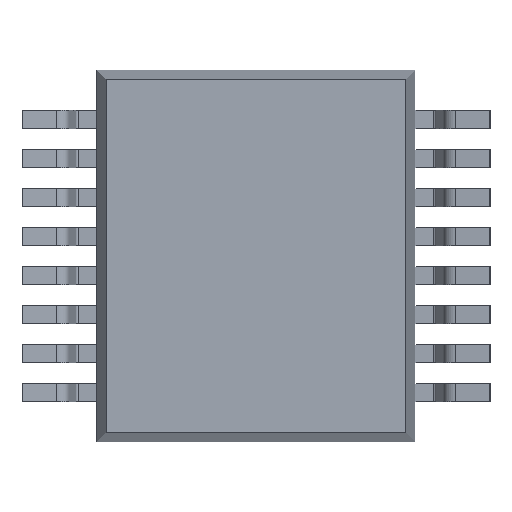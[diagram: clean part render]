
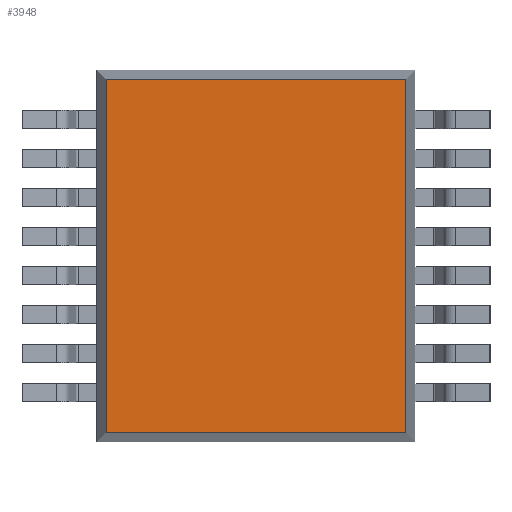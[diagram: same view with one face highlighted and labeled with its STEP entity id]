
A CAD part, front view. The second image highlights one B-rep face of the part: STEP entity #3948.
In plain terms, the highlighted planar face has unit normal (0, -1, 0).
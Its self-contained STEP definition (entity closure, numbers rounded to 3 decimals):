
#400 = DIRECTION ( 'NONE',  ( 1., 0., 0. ) ) ;
#431 = CARTESIAN_POINT ( 'NONE',  ( 0., 0.05, 0. ) ) ;
#472 = LINE ( 'NONE', #3840, #4616 ) ;
#1588 = CARTESIAN_POINT ( 'NONE',  ( -2.65, 0.05, -2.943 ) ) ;
#1698 = DIRECTION ( 'NONE',  ( 0., 0., 1. ) ) ;
#1751 = CARTESIAN_POINT ( 'NONE',  ( 2.493, 0.05, 2.943 ) ) ;
#1945 = CARTESIAN_POINT ( 'NONE',  ( -2.493, 0.05, 3.1 ) ) ;
#2692 = LINE ( 'NONE', #1588, #3257 ) ;
#2765 = VECTOR ( 'NONE', #1698, 1000. ) ;
#3068 = ORIENTED_EDGE ( 'NONE', *, *, #7265, .T. ) ;
#3257 = VECTOR ( 'NONE', #400, 1000. ) ;
#3345 = PLANE ( 'NONE',  #4891 ) ;
#3384 = DIRECTION ( 'NONE',  ( 0., -1., 0. ) ) ;
#3757 = LINE ( 'NONE', #1945, #6679 ) ;
#3840 = CARTESIAN_POINT ( 'NONE',  ( 2.65, 0.05, 2.943 ) ) ;
#3847 = CARTESIAN_POINT ( 'NONE',  ( -2.493, 0.05, -2.943 ) ) ;
#3896 = ORIENTED_EDGE ( 'NONE', *, *, #5404, .T. ) ;
#3948 = ADVANCED_FACE ( 'NONE', ( #5595 ), #3345, .T. ) ;
#4037 = LINE ( 'NONE', #5319, #2765 ) ;
#4337 = VERTEX_POINT ( 'NONE', #1751 ) ;
#4454 = DIRECTION ( 'NONE',  ( -1., 0., 0. ) ) ;
#4590 = EDGE_LOOP ( 'NONE', ( #6513, #3068, #4912, #3896 ) ) ;
#4616 = VECTOR ( 'NONE', #4454, 1000. ) ;
#4891 = AXIS2_PLACEMENT_3D ( 'NONE', #431, #3384, #5631 ) ;
#4912 = ORIENTED_EDGE ( 'NONE', *, *, #7562, .T. ) ;
#5101 = CARTESIAN_POINT ( 'NONE',  ( -2.493, 0.05, 2.943 ) ) ;
#5162 = VERTEX_POINT ( 'NONE', #3847 ) ;
#5319 = CARTESIAN_POINT ( 'NONE',  ( 2.493, 0.05, -3.1 ) ) ;
#5404 = EDGE_CURVE ( 'NONE', #5810, #5162, #3757, .T. ) ;
#5595 = FACE_OUTER_BOUND ( 'NONE', #4590, .T. ) ;
#5631 = DIRECTION ( 'NONE',  ( 0., 0., -1. ) ) ;
#5810 = VERTEX_POINT ( 'NONE', #5101 ) ;
#6513 = ORIENTED_EDGE ( 'NONE', *, *, #7105, .T. ) ;
#6679 = VECTOR ( 'NONE', #7216, 1000. ) ;
#7046 = VERTEX_POINT ( 'NONE', #7306 ) ;
#7105 = EDGE_CURVE ( 'NONE', #5162, #7046, #2692, .T. ) ;
#7216 = DIRECTION ( 'NONE',  ( 0., 0., -1. ) ) ;
#7265 = EDGE_CURVE ( 'NONE', #7046, #4337, #4037, .T. ) ;
#7306 = CARTESIAN_POINT ( 'NONE',  ( 2.493, 0.05, -2.943 ) ) ;
#7562 = EDGE_CURVE ( 'NONE', #4337, #5810, #472, .T. ) ;
